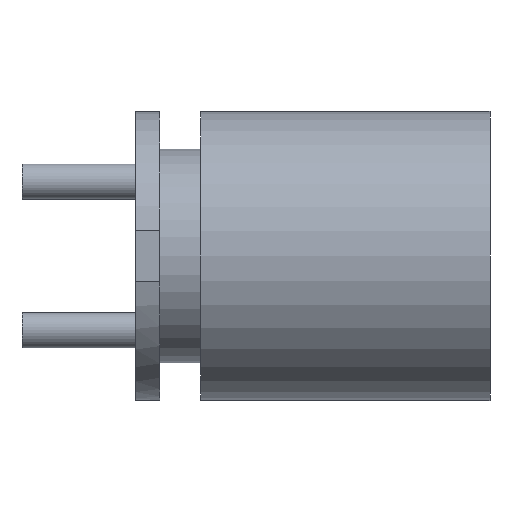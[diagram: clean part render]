
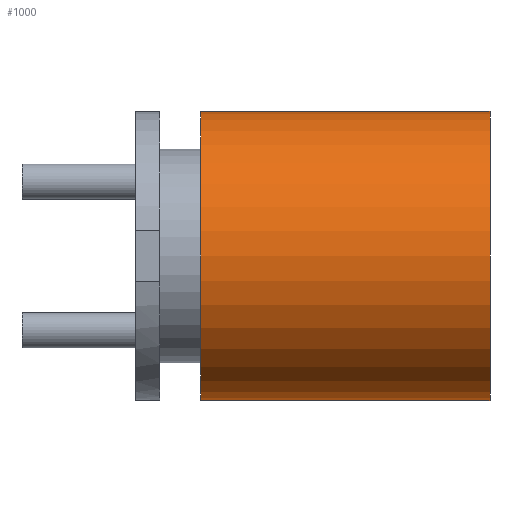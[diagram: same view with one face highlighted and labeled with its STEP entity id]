
A CAD part, front view. The second image highlights one B-rep face of the part: STEP entity #1000.
In plain terms, the highlighted cylindrical face has radius 2.1 mm (diameter 4.2 mm), a partial arc.
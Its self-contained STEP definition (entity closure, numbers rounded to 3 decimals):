
#104 = LINE ( 'NONE', #1745, #1848 ) ;
#223 = VERTEX_POINT ( 'NONE', #1230 ) ;
#239 = CARTESIAN_POINT ( 'NONE',  ( -2.1, 0., -4.2 ) ) ;
#440 = DIRECTION ( 'NONE',  ( 0., 0., 1. ) ) ;
#451 = EDGE_CURVE ( 'NONE', #606, #223, #2158, .T. ) ;
#456 = DIRECTION ( 'NONE',  ( 0., 0., 1. ) ) ;
#481 = CARTESIAN_POINT ( 'NONE',  ( 0., 0., -4.2 ) ) ;
#603 = CARTESIAN_POINT ( 'NONE',  ( -2.1, 0., 0. ) ) ;
#606 = VERTEX_POINT ( 'NONE', #1428 ) ;
#794 = CARTESIAN_POINT ( 'NONE',  ( 0., 0., 0. ) ) ;
#829 = EDGE_CURVE ( 'NONE', #1692, #606, #1759, .T. ) ;
#831 = EDGE_LOOP ( 'NONE', ( #1153, #847, #1557, #2227 ) ) ;
#847 = ORIENTED_EDGE ( 'NONE', *, *, #829, .T. ) ;
#907 = CIRCLE ( 'NONE', #1748, 2.1 ) ;
#1000 = ADVANCED_FACE ( 'NONE', ( #1900 ), #1120, .T. ) ;
#1035 = EDGE_CURVE ( 'NONE', #1692, #1181, #104, .T. ) ;
#1120 = CYLINDRICAL_SURFACE ( 'NONE', #1634, 2.1 ) ;
#1153 = ORIENTED_EDGE ( 'NONE', *, *, #1035, .F. ) ;
#1181 = VERTEX_POINT ( 'NONE', #603 ) ;
#1193 = EDGE_CURVE ( 'NONE', #1181, #223, #907, .T. ) ;
#1230 = CARTESIAN_POINT ( 'NONE',  ( 2.1, 0., 0. ) ) ;
#1343 = CARTESIAN_POINT ( 'NONE',  ( 2.1, 0., -4.2 ) ) ;
#1386 = CARTESIAN_POINT ( 'NONE',  ( 0., 0., -4.2 ) ) ;
#1428 = CARTESIAN_POINT ( 'NONE',  ( 2.1, 0., -4.2 ) ) ;
#1520 = DIRECTION ( 'NONE',  ( 0., 0., 1. ) ) ;
#1557 = ORIENTED_EDGE ( 'NONE', *, *, #451, .T. ) ;
#1620 = AXIS2_PLACEMENT_3D ( 'NONE', #481, #2342, #2199 ) ;
#1634 = AXIS2_PLACEMENT_3D ( 'NONE', #1386, #456, #2149 ) ;
#1692 = VERTEX_POINT ( 'NONE', #239 ) ;
#1745 = CARTESIAN_POINT ( 'NONE',  ( -2.1, 0., -4.2 ) ) ;
#1748 = AXIS2_PLACEMENT_3D ( 'NONE', #794, #2107, #2290 ) ;
#1759 = CIRCLE ( 'NONE', #1620, 2.1 ) ;
#1848 = VECTOR ( 'NONE', #440, 1000. ) ;
#1900 = FACE_OUTER_BOUND ( 'NONE', #831, .T. ) ;
#2107 = DIRECTION ( 'NONE',  ( 0., 0., 1. ) ) ;
#2149 = DIRECTION ( 'NONE',  ( 1., 0., 0. ) ) ;
#2158 = LINE ( 'NONE', #1343, #2274 ) ;
#2199 = DIRECTION ( 'NONE',  ( 1., 0., 0. ) ) ;
#2227 = ORIENTED_EDGE ( 'NONE', *, *, #1193, .F. ) ;
#2274 = VECTOR ( 'NONE', #1520, 1000. ) ;
#2290 = DIRECTION ( 'NONE',  ( 1., 0., 0. ) ) ;
#2342 = DIRECTION ( 'NONE',  ( 0., 0., 1. ) ) ;
